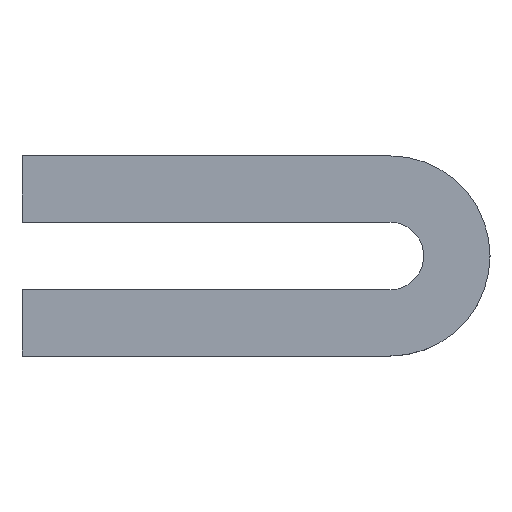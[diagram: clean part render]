
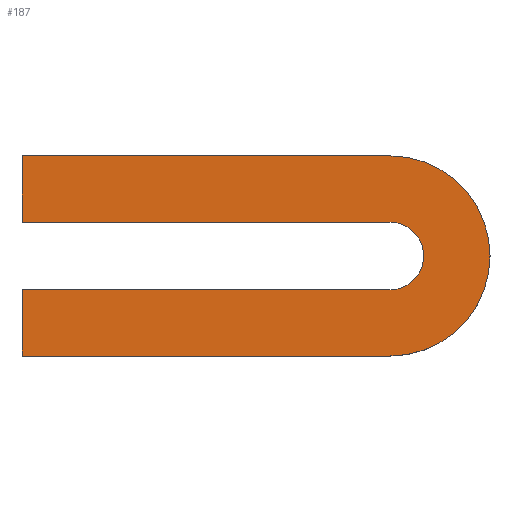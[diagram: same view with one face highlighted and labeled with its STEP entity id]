
A CAD part, top view. The second image highlights one B-rep face of the part: STEP entity #187.
In plain terms, the highlighted planar face has unit normal (0, 0, 1).
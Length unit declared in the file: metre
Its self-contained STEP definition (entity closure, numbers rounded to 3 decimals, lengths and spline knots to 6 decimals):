
#17=CIRCLE('',#195,1.905);
#19=CIRCLE('',#201,0.645);
#31=FACE_OUTER_BOUND('',#41,.T.);
#41=EDGE_LOOP('',(#162,#163,#164,#165,#166,#167,#168,#169));
#44=LINE('',#262,#64);
#47=LINE('',#268,#67);
#50=LINE('',#274,#70);
#54=LINE('',#286,#74);
#57=LINE('',#292,#77);
#60=LINE('',#298,#80);
#64=VECTOR('',#210,1.);
#67=VECTOR('',#215,1.);
#70=VECTOR('',#220,1.);
#74=VECTOR('',#232,1.);
#77=VECTOR('',#237,1.);
#80=VECTOR('',#242,1.);
#84=VERTEX_POINT('',#259);
#85=VERTEX_POINT('',#261);
#87=VERTEX_POINT('',#267);
#89=VERTEX_POINT('',#273);
#91=VERTEX_POINT('',#279);
#93=VERTEX_POINT('',#285);
#95=VERTEX_POINT('',#291);
#97=VERTEX_POINT('',#297);
#100=EDGE_CURVE('',#85,#84,#44,.T.);
#103=EDGE_CURVE('',#87,#85,#47,.T.);
#106=EDGE_CURVE('',#89,#87,#50,.T.);
#109=EDGE_CURVE('',#91,#89,#17,.T.);
#112=EDGE_CURVE('',#93,#91,#54,.T.);
#115=EDGE_CURVE('',#95,#93,#57,.T.);
#118=EDGE_CURVE('',#97,#95,#60,.T.);
#121=EDGE_CURVE('',#84,#97,#19,.T.);
#162=ORIENTED_EDGE('',*,*,#121,.T.);
#163=ORIENTED_EDGE('',*,*,#118,.T.);
#164=ORIENTED_EDGE('',*,*,#115,.T.);
#165=ORIENTED_EDGE('',*,*,#112,.T.);
#166=ORIENTED_EDGE('',*,*,#109,.T.);
#167=ORIENTED_EDGE('',*,*,#106,.T.);
#168=ORIENTED_EDGE('',*,*,#103,.T.);
#169=ORIENTED_EDGE('',*,*,#100,.T.);
#177=PLANE('',#203);
#187=ADVANCED_FACE('',(#31),#177,.T.);
#195=AXIS2_PLACEMENT_3D('',#280,#226,#227);
#201=AXIS2_PLACEMENT_3D('',#302,#248,#249);
#203=AXIS2_PLACEMENT_3D('',#304,#252,#253);
#210=DIRECTION('',(1.,0.,0.));
#215=DIRECTION('',(0.,-1.,0.));
#220=DIRECTION('',(-1.,0.,0.));
#226=DIRECTION('center_axis',(0.,0.,1.));
#227=DIRECTION('ref_axis',(0.,1.,0.));
#232=DIRECTION('',(1.,0.,0.));
#237=DIRECTION('',(0.,-1.,0.));
#242=DIRECTION('',(-1.,0.,0.));
#248=DIRECTION('center_axis',(0.,0.,-1.));
#249=DIRECTION('ref_axis',(0.,-1.,0.));
#252=DIRECTION('center_axis',(0.,0.,1.));
#253=DIRECTION('ref_axis',(1.,0.,0.));
#259=CARTESIAN_POINT('',(43.005,43.56,1.));
#261=CARTESIAN_POINT('',(36.,43.56,1.));
#262=CARTESIAN_POINT('',(43.005,43.56,1.));
#267=CARTESIAN_POINT('',(36.,44.82,1.));
#268=CARTESIAN_POINT('',(36.,43.56,1.));
#273=CARTESIAN_POINT('',(43.005,44.82,1.));
#274=CARTESIAN_POINT('',(36.,44.82,1.));
#279=CARTESIAN_POINT('',(43.005,41.01,1.));
#280=CARTESIAN_POINT('Origin',(43.005,42.915,1.));
#285=CARTESIAN_POINT('',(36.,41.01,1.));
#286=CARTESIAN_POINT('',(43.005,41.01,1.));
#291=CARTESIAN_POINT('',(36.,42.27,1.));
#292=CARTESIAN_POINT('',(36.,41.01,1.));
#297=CARTESIAN_POINT('',(43.005,42.27,1.));
#298=CARTESIAN_POINT('',(36.,42.27,1.));
#302=CARTESIAN_POINT('Origin',(43.005,42.915,1.));
#304=CARTESIAN_POINT('Origin',(40.002828,42.915,1.));
